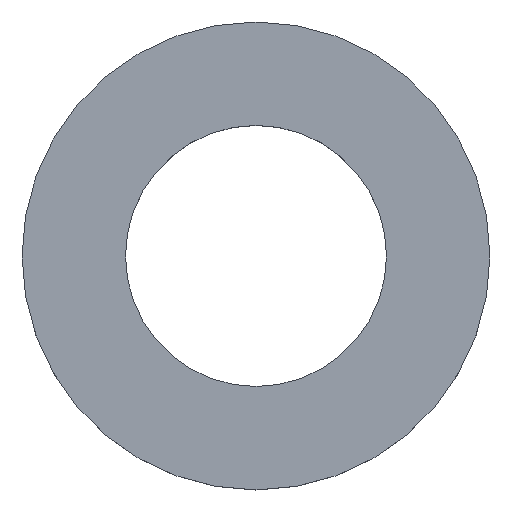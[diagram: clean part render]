
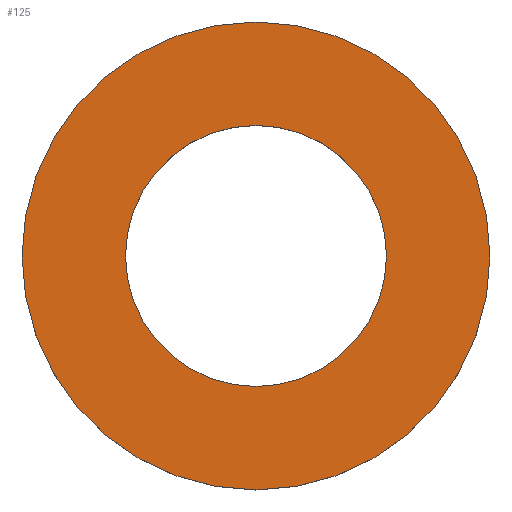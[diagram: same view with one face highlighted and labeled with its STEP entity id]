
A CAD part, top view. The second image highlights one B-rep face of the part: STEP entity #125.
In plain terms, the highlighted planar face has unit normal (0, 0, 1).
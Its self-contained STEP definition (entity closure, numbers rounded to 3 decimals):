
#2 = CARTESIAN_POINT ( 'NONE',  ( 0., 0., 0.5 ) ) ;
#3 = PLANE ( 'NONE',  #12 ) ;
#12 = AXIS2_PLACEMENT_3D ( 'NONE', #32, #93, #64 ) ;
#24 = CIRCLE ( 'NONE', #85, 4.75 ) ;
#32 = CARTESIAN_POINT ( 'NONE',  ( 0., 0., 0.5 ) ) ;
#42 = DIRECTION ( 'NONE',  ( 0., 0., 1. ) ) ;
#43 = CARTESIAN_POINT ( 'NONE',  ( 2.65, 0., 0.5 ) ) ;
#47 = EDGE_CURVE ( 'NONE', #51, #51, #101, .T. ) ;
#51 = VERTEX_POINT ( 'NONE', #43 ) ;
#53 = AXIS2_PLACEMENT_3D ( 'NONE', #65, #114, #94 ) ;
#57 = FACE_BOUND ( 'NONE', #123, .T. ) ;
#62 = ORIENTED_EDGE ( 'NONE', *, *, #72, .T. ) ;
#63 = ORIENTED_EDGE ( 'NONE', *, *, #47, .F. ) ;
#64 = DIRECTION ( 'NONE',  ( 1., 0., 0. ) ) ;
#65 = CARTESIAN_POINT ( 'NONE',  ( 0., 0., 0.5 ) ) ;
#72 = EDGE_CURVE ( 'NONE', #74, #74, #24, .T. ) ;
#74 = VERTEX_POINT ( 'NONE', #116 ) ;
#85 = AXIS2_PLACEMENT_3D ( 'NONE', #2, #42, #130 ) ;
#93 = DIRECTION ( 'NONE',  ( 0., 0., 1. ) ) ;
#94 = DIRECTION ( 'NONE',  ( 1., 0., 0. ) ) ;
#101 = CIRCLE ( 'NONE', #53, 2.65 ) ;
#112 = EDGE_LOOP ( 'NONE', ( #62 ) ) ;
#114 = DIRECTION ( 'NONE',  ( 0., 0., 1. ) ) ;
#116 = CARTESIAN_POINT ( 'NONE',  ( 4.75, 0., 0.5 ) ) ;
#123 = EDGE_LOOP ( 'NONE', ( #63 ) ) ;
#125 = ADVANCED_FACE ( 'NONE', ( #128, #57 ), #3, .T. ) ;
#128 = FACE_OUTER_BOUND ( 'NONE', #112, .T. ) ;
#130 = DIRECTION ( 'NONE',  ( 1., 0., 0. ) ) ;
